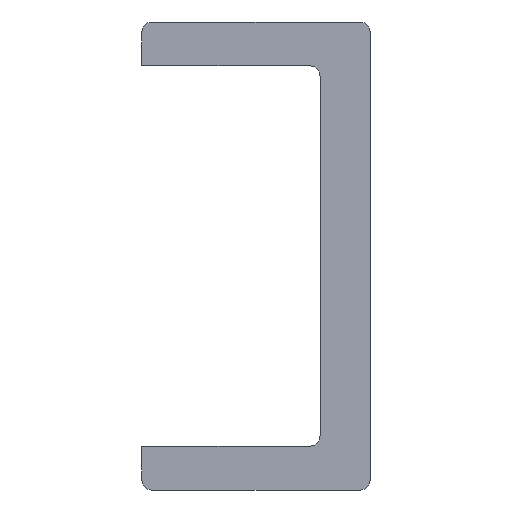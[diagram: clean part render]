
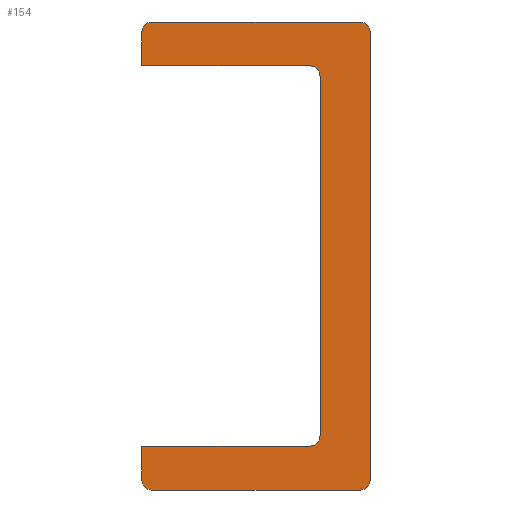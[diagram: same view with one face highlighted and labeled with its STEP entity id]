
A CAD part, front view. The second image highlights one B-rep face of the part: STEP entity #154.
In plain terms, the highlighted planar face has unit normal (0, -1, 0).
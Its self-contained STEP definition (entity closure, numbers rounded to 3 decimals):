
#154 = ADVANCED_FACE( '', ( #379 ), #380, .F. );
#379 = FACE_OUTER_BOUND( '', #754, .T. );
#380 = PLANE( '', #755 );
#754 = EDGE_LOOP( '', ( #1179, #1180, #1181, #1182, #1183, #1184, #1185, #1186, #1187, #1188, #1189, #1190, #1191, #1192 ) );
#755 = AXIS2_PLACEMENT_3D( '', #1193, #1194, #1195 );
#1179 = ORIENTED_EDGE( '', *, *, #1697, .F. );
#1180 = ORIENTED_EDGE( '', *, *, #1655, .T. );
#1181 = ORIENTED_EDGE( '', *, *, #1698, .F. );
#1182 = ORIENTED_EDGE( '', *, *, #1663, .T. );
#1183 = ORIENTED_EDGE( '', *, *, #1699, .F. );
#1184 = ORIENTED_EDGE( '', *, *, #1700, .F. );
#1185 = ORIENTED_EDGE( '', *, *, #1701, .F. );
#1186 = ORIENTED_EDGE( '', *, *, #1702, .F. );
#1187 = ORIENTED_EDGE( '', *, *, #1703, .F. );
#1188 = ORIENTED_EDGE( '', *, *, #1704, .F. );
#1189 = ORIENTED_EDGE( '', *, *, #1705, .F. );
#1190 = ORIENTED_EDGE( '', *, *, #1706, .T. );
#1191 = ORIENTED_EDGE( '', *, *, #1707, .F. );
#1192 = ORIENTED_EDGE( '', *, *, #1708, .T. );
#1193 = CARTESIAN_POINT( '', ( -10.5, 0., 21.5 ) );
#1194 = DIRECTION( '', ( 0., 1., 0. ) );
#1195 = DIRECTION( '', ( 0., 0., 1. ) );
#1655 = EDGE_CURVE( '', #1897, #1895, #1898, .F. );
#1663 = EDGE_CURVE( '', #1911, #1909, #1912, .F. );
#1697 = EDGE_CURVE( '', #1897, #1966, #1967, .T. );
#1698 = EDGE_CURVE( '', #1911, #1895, #1968, .T. );
#1699 = EDGE_CURVE( '', #1969, #1909, #1970, .T. );
#1700 = EDGE_CURVE( '', #1971, #1969, #1972, .T. );
#1701 = EDGE_CURVE( '', #1973, #1971, #1974, .T. );
#1702 = EDGE_CURVE( '', #1975, #1973, #1976, .T. );
#1703 = EDGE_CURVE( '', #1977, #1975, #1978, .T. );
#1704 = EDGE_CURVE( '', #1979, #1977, #1980, .T. );
#1705 = EDGE_CURVE( '', #1981, #1979, #1982, .T. );
#1706 = EDGE_CURVE( '', #1981, #1983, #1984, .F. );
#1707 = EDGE_CURVE( '', #1985, #1983, #1986, .T. );
#1708 = EDGE_CURVE( '', #1985, #1966, #1987, .F. );
#1895 = VERTEX_POINT( '', #2237 );
#1897 = VERTEX_POINT( '', #2240 );
#1898 = CIRCLE( '', #2241, 0.9 );
#1909 = VERTEX_POINT( '', #2253 );
#1911 = VERTEX_POINT( '', #2256 );
#1912 = CIRCLE( '', #2257, 0.9 );
#1966 = VERTEX_POINT( '', #2312 );
#1967 = LINE( '', #2313, #2314 );
#1968 = LINE( '', #2315, #2316 );
#1969 = VERTEX_POINT( '', #2317 );
#1970 = LINE( '', #2318, #2319 );
#1971 = VERTEX_POINT( '', #2320 );
#1972 = LINE( '', #2321, #2322 );
#1973 = VERTEX_POINT( '', #2323 );
#1974 = CIRCLE( '', #2324, 1. );
#1975 = VERTEX_POINT( '', #2325 );
#1976 = LINE( '', #2326, #2327 );
#1977 = VERTEX_POINT( '', #2328 );
#1978 = CIRCLE( '', #2329, 1. );
#1979 = VERTEX_POINT( '', #2330 );
#1980 = LINE( '', #2331, #2332 );
#1981 = VERTEX_POINT( '', #2333 );
#1982 = LINE( '', #2334, #2335 );
#1983 = VERTEX_POINT( '', #2336 );
#1984 = CIRCLE( '', #2337, 0.9 );
#1985 = VERTEX_POINT( '', #2338 );
#1986 = LINE( '', #2339, #2340 );
#1987 = CIRCLE( '', #2341, 0.9 );
#2237 = CARTESIAN_POINT( '', ( 9.6, 0., 21.5 ) );
#2240 = CARTESIAN_POINT( '', ( 10.5, 0., 20.6 ) );
#2241 = AXIS2_PLACEMENT_3D( '', #2619, #2620, #2621 );
#2253 = CARTESIAN_POINT( '', ( -10.5, 0., 20.6 ) );
#2256 = CARTESIAN_POINT( '', ( -9.6, 0., 21.5 ) );
#2257 = AXIS2_PLACEMENT_3D( '', #2633, #2634, #2635 );
#2312 = CARTESIAN_POINT( '', ( 10.5, 0., -20.6 ) );
#2313 = CARTESIAN_POINT( '', ( 10.5, 0., 21.5 ) );
#2314 = VECTOR( '', #2697, 1000. );
#2315 = CARTESIAN_POINT( '', ( -10.5, 0., 21.5 ) );
#2316 = VECTOR( '', #2698, 1000. );
#2317 = CARTESIAN_POINT( '', ( -10.5, 0., 17.5 ) );
#2318 = CARTESIAN_POINT( '', ( -10.5, 0., -21.5 ) );
#2319 = VECTOR( '', #2699, 1000. );
#2320 = CARTESIAN_POINT( '', ( 4.9, 0., 17.5 ) );
#2321 = CARTESIAN_POINT( '', ( 4.9, 0., 17.5 ) );
#2322 = VECTOR( '', #2700, 1000. );
#2323 = CARTESIAN_POINT( '', ( 5.9, 0., 16.5 ) );
#2324 = AXIS2_PLACEMENT_3D( '', #2701, #2702, #2703 );
#2325 = CARTESIAN_POINT( '', ( 5.9, 0., -16.5 ) );
#2326 = CARTESIAN_POINT( '', ( 5.9, 0., 16.5 ) );
#2327 = VECTOR( '', #2704, 1000. );
#2328 = CARTESIAN_POINT( '', ( 4.9, 0., -17.5 ) );
#2329 = AXIS2_PLACEMENT_3D( '', #2705, #2706, #2707 );
#2330 = CARTESIAN_POINT( '', ( -10.5, 0., -17.5 ) );
#2331 = CARTESIAN_POINT( '', ( 4.9, 0., -17.5 ) );
#2332 = VECTOR( '', #2708, 1000. );
#2333 = CARTESIAN_POINT( '', ( -10.5, 0., -20.6 ) );
#2334 = CARTESIAN_POINT( '', ( -10.5, 0., -21.5 ) );
#2335 = VECTOR( '', #2709, 1000. );
#2336 = CARTESIAN_POINT( '', ( -9.6, 0., -21.5 ) );
#2337 = AXIS2_PLACEMENT_3D( '', #2710, #2711, #2712 );
#2338 = CARTESIAN_POINT( '', ( 9.6, 0., -21.5 ) );
#2339 = CARTESIAN_POINT( '', ( 10.5, 0., -21.5 ) );
#2340 = VECTOR( '', #2713, 1000. );
#2341 = AXIS2_PLACEMENT_3D( '', #2714, #2715, #2716 );
#2619 = CARTESIAN_POINT( '', ( 9.6, 0., 20.6 ) );
#2620 = DIRECTION( '', ( 0., 1., 0. ) );
#2621 = DIRECTION( '', ( 0., 0., 1. ) );
#2633 = CARTESIAN_POINT( '', ( -9.6, 0., 20.6 ) );
#2634 = DIRECTION( '', ( 0., 1., 0. ) );
#2635 = DIRECTION( '', ( 0., 0., 1. ) );
#2697 = DIRECTION( '', ( 0., 0., -1. ) );
#2698 = DIRECTION( '', ( 1., 0., 0. ) );
#2699 = DIRECTION( '', ( 0., 0., 1. ) );
#2700 = DIRECTION( '', ( -1., 0., 0. ) );
#2701 = CARTESIAN_POINT( '', ( 4.9, 0., 16.5 ) );
#2702 = DIRECTION( '', ( 0., -1., 0. ) );
#2703 = DIRECTION( '', ( -1., 0., 0. ) );
#2704 = DIRECTION( '', ( 0., 0., 1. ) );
#2705 = CARTESIAN_POINT( '', ( 4.9, 0., -16.5 ) );
#2706 = DIRECTION( '', ( 0., -1., 0. ) );
#2707 = DIRECTION( '', ( -1., 0., 0. ) );
#2708 = DIRECTION( '', ( 1., 0., 0. ) );
#2709 = DIRECTION( '', ( 0., 0., 1. ) );
#2710 = CARTESIAN_POINT( '', ( -9.6, 0., -20.6 ) );
#2711 = DIRECTION( '', ( 0., 1., 0. ) );
#2712 = DIRECTION( '', ( 0., 0., 1. ) );
#2713 = DIRECTION( '', ( -1., 0., 0. ) );
#2714 = CARTESIAN_POINT( '', ( 9.6, 0., -20.6 ) );
#2715 = DIRECTION( '', ( 0., 1., 0. ) );
#2716 = DIRECTION( '', ( 0., 0., 1. ) );
